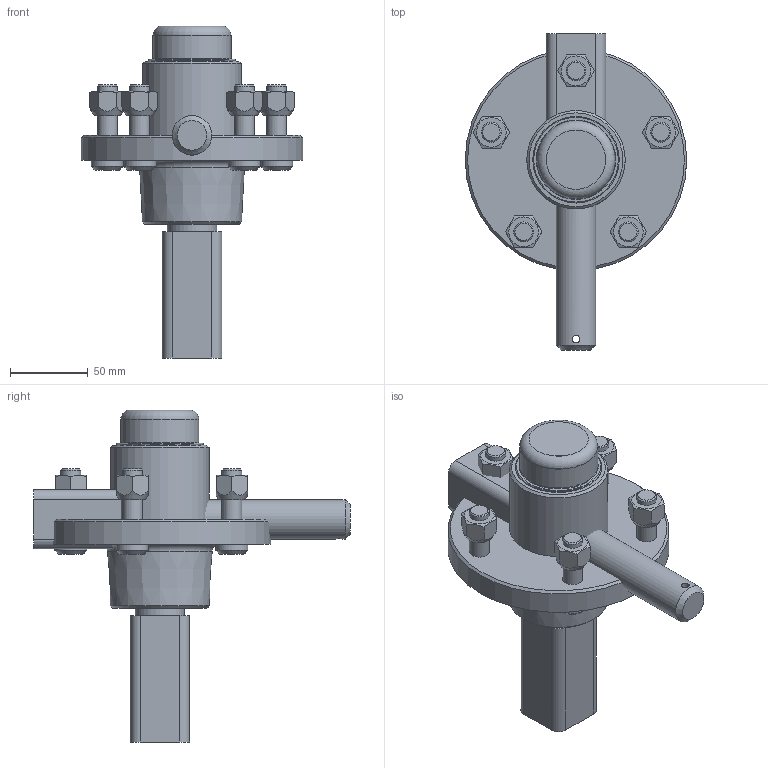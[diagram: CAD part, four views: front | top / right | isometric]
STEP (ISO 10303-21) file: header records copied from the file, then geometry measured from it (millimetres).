
FILE_DESCRIPTION( ( 'Unknown' ), '1' );
FILE_NAME( '1000 lb Axle Hub Assy.stp', 'Unknown', ( 'Unknown' ), ( 'Unknown' ), 'XStep 1.0', 'Unknown', ' ' );
FILE_SCHEMA( ( 'CONFIG_CONTROL_DESIGN' ) );
Length unit declared in the file: millimetre
Products named in the file (15): Assem1; Assem2; 1; 2; 3; 4; 5; 6; 7; 8; 9; 10; 11; 12; 13
Bounding box: 142.24 x 203.2 x 213.17 mm (x, y, z)
Volume: 1580727.8 mm3; surface area: 395907 mm2
Topology: 42 solids, 42 shells, 880 faces, 1858 edges, 1202 vertices
Faces by surface type: plane 471, cone 266, cylinder 109, torus 34
Full cylindrical faces by diameter (mm): 4.763 x2, 11.326 x11, 12.7 x30, 20.637 x15, 23.109 x2, 25.4 x2, 25.781 x2, 31.623 x2, 33.655 x2, 35.56 x4, 44.45 x2, 47.625 x3, 48.895 x2, 49.022 x4, 50.14 x4, 50.241 x6, 50.8 x2, 63.246 x3, 142.24 x3
Entity records: 8854 total; most frequent: CARTESIAN_POINT 2153, DIRECTION 1320, ORIENTED_EDGE 1046, AXIS2_PLACEMENT_3D 616, EDGE_CURVE 523, EDGE_LOOP 454, VERTEX_POINT 389, FACE_OUTER_BOUND 347
